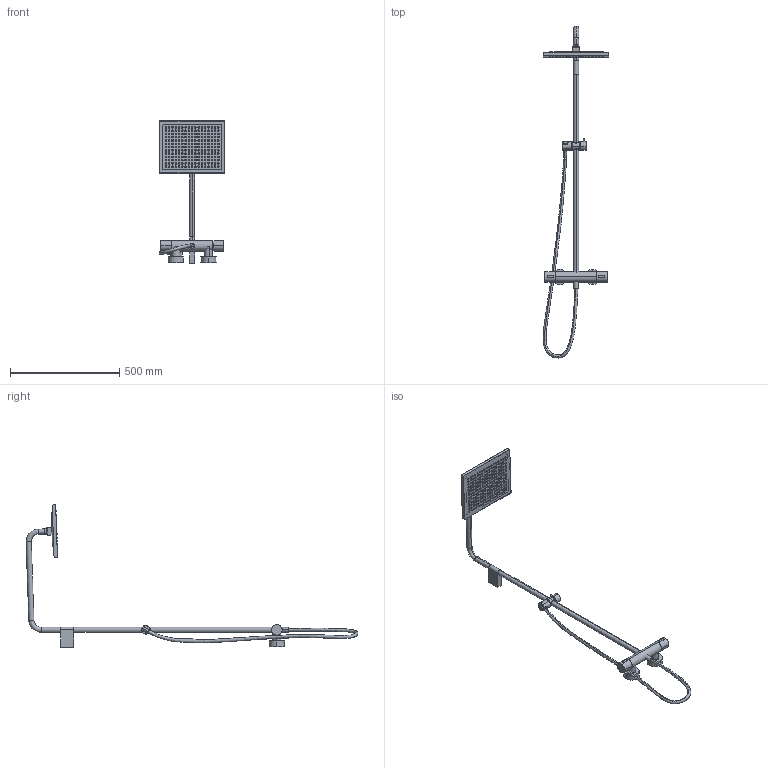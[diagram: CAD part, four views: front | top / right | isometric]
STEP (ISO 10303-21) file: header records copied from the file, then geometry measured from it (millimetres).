
FILE_DESCRIPTION (( 'STEP AP214' ), '1' );
FILE_NAME ('34459980.STEP', '2020-04-07T09:21:07', ( '' ), ( '' ), 'SwSTEP 2.0', 'SolidWorks 2017', '' );
FILE_SCHEMA (( 'AUTOMOTIVE_DESIGN' ));
Length unit declared in the file: millimetre
Products named in the file (29): Planungsmodell_Huelse-+-09.12.12.217.90-1; Planungsmodell_Mutter-+-09.24.04.282.90-01_K1_D23 x 30; Planungsmodell_Schlauch-+-09.30.02.071-3_Regenbrause_Therm. mit Schieber; Planungsmodell_Schieber-+-08.18.40.580.90-1; Planungsmodell_THT-ST-+-04.17.01.250.00-1; Planungsmodell_Rohr_gerade-+-28.568.780-10_ _K365_38x30; Planungsmodell_Rohr_gerade-+-28.568.780-10_ _K374_37x47; Planungsmodell_Regenbrause-+-04.12.05.063.00-1; Planungsmodell_Rohr_gerade-+-28.568.780-10_ _K366_37x1; Planungsmodell_Griff-+-04.17.33.015.00-1; Planungsmodell_Rohr_gerade-+-28.568.780-10_ _K367_7,9x15; Planungsmodell_Rohr_gerade-+-28.568.780-10_ _K375_D32,6x3; Planungsmodell_Rohr-+-09.28.22.096.90-01_K2_D23,5s930; Planungsmodell_Knopf-+-09.21.33.050.90-1; Planungsmodell_Zylinder-+-09.21.40.060.90-1; 34459980; Planungsmodell_Rohr_gerade-+-28.568.780-10_ _K373_48x47,7; Planungsmodell_Deckel-+-09.11.02.305.90-1; Planungsmodell_Rohr_gerade-+-28.568.780-10_ _K193_22x50; Planungsmodell_Rosette-+-09.31.20.512-1; Planungsmodell_Haube-+-09.21.02.305.90-1; Planungsmodell_Koerper-+-09.17.01.251.90-1; Planungsmodell_Einsatz-+-09.21.01.081.90-1; Planungsmodell_Schieber-+-12.570.970-1; Planungsmodell_Schieber-+-08.30.12.507.90-1; Planungsmodell_Gehaeuse-+-09.12.05.063-1; Planungsmodell_Gabel-+-08.17.20.694.90-1; Planungsmodell_Halter-+-09.17.11.150.90-1_K1_D23,5x79; Planungsmodell_Rohr-+-09.28.22.348.90-1
Assembly tree (31 placements, depth 4):
  34459980
    Planungsmodell_Rohr-+-09.28.22.096.90-01_K2_D23,5s930
    Planungsmodell_Schieber-+-12.570.970-1
      Planungsmodell_Rohr_gerade-+-28.568.780-10_ _K367_7,9x15
      Planungsmodell_Rohr_gerade-+-28.568.780-10_ _K366_37x1
      Planungsmodell_Rohr_gerade-+-28.568.780-10_ _K365_38x30
      Planungsmodell_Schieber-+-08.18.40.580.90-1
      Planungsmodell_Huelse-+-09.12.12.217.90-1
      Planungsmodell_Gabel-+-08.17.20.694.90-1
      Planungsmodell_Schieber-+-08.30.12.507.90-1
    Planungsmodell_THT-ST-+-04.17.01.250.00-1
      Planungsmodell_Koerper-+-09.17.01.251.90-1
      Planungsmodell_Rosette-+-09.31.20.512-1  x2
      Planungsmodell_Rohr_gerade-+-28.568.780-10_ _K193_22x50
      Planungsmodell_Griff-+-04.17.33.015.00-1  x2
        Planungsmodell_Rohr_gerade-+-28.568.780-10_ _K373_48x47,7
        Planungsmodell_Knopf-+-09.21.33.050.90-1
      Planungsmodell_Rohr_gerade-+-28.568.780-10_ _K374_37x47  x2
    Planungsmodell_Schlauch-+-09.30.02.071-3_Regenbrause_Therm. mit Schieber
    Planungsmodell_Mutter-+-09.24.04.282.90-01_K1_D23 x 30
    Planungsmodell_Rohr-+-09.28.22.348.90-1
    Planungsmodell_Halter-+-09.17.11.150.90-1_K1_D23,5x79
    Planungsmodell_Regenbrause-+-04.12.05.063.00-1
      Planungsmodell_Gehaeuse-+-09.12.05.063-1
      Planungsmodell_Einsatz-+-09.21.01.081.90-1
      Planungsmodell_Haube-+-09.21.02.305.90-1
      Planungsmodell_Deckel-+-09.11.02.305.90-1
      Planungsmodell_Zylinder-+-09.21.40.060.90-1
      Planungsmodell_Rohr_gerade-+-28.568.780-10_ _K375_D32,6x3
Bounding box: 301.16 x 1520.3 x 651.63 mm (x, y, z)
Volume: 2634113 mm3; surface area: 782374.1 mm2
Topology: 28 solids, 28 shells, 1314 faces, 3088 edges, 2054 vertices
Faces by surface type: cone 898, plane 335, cylinder 72, bspline 5, torus 4
Entity records: 44520 total; most frequent: CARTESIAN_POINT 10567, DIRECTION 7573, ORIENTED_EDGE 6108, AXIS2_PLACEMENT_3D 3235, EDGE_CURVE 3054, VERTEX_POINT 2032, EDGE_LOOP 1960, CIRCLE 1908
